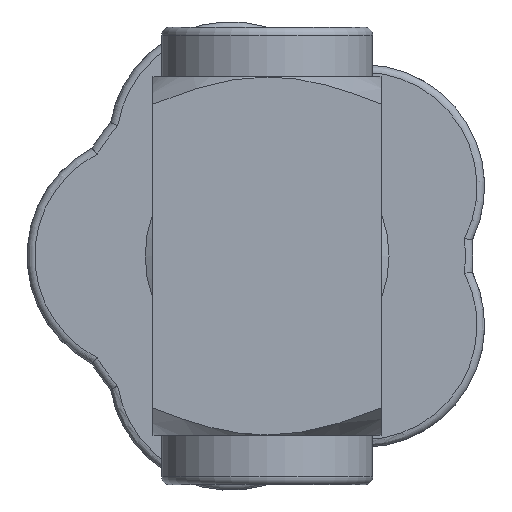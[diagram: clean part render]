
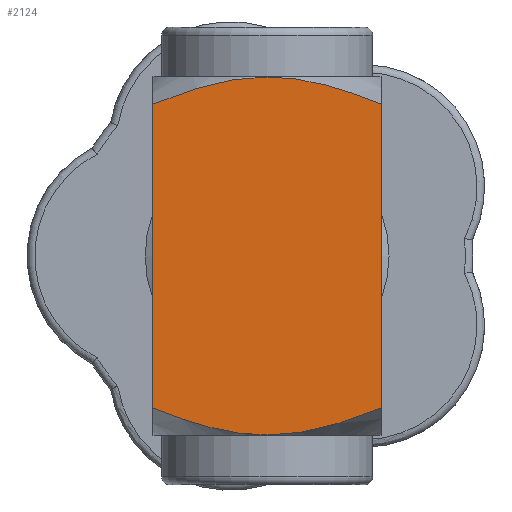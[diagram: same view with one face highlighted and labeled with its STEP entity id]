
A CAD part, front view. The second image highlights one B-rep face of the part: STEP entity #2124.
In plain terms, the highlighted planar face has unit normal (0, -1, 0).
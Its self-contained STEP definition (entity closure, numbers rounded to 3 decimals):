
#111=(
BOUNDED_CURVE()
B_SPLINE_CURVE(2,(#3674,#3675,#3676),.UNSPECIFIED.,.F.,.F.)
B_SPLINE_CURVE_WITH_KNOTS((3,3),(0.026,1.584),
 .UNSPECIFIED.)
CURVE()
GEOMETRIC_REPRESENTATION_ITEM()
RATIONAL_B_SPLINE_CURVE((1.003,1.1,1.))
REPRESENTATION_ITEM('')
);
#114=(
BOUNDED_CURVE()
B_SPLINE_CURVE(2,(#3688,#3689,#3690),.UNSPECIFIED.,.F.,.F.)
B_SPLINE_CURVE_WITH_KNOTS((3,3),(1.584,3.143),
 .UNSPECIFIED.)
CURVE()
GEOMETRIC_REPRESENTATION_ITEM()
RATIONAL_B_SPLINE_CURVE((1.,1.1,1.003))
REPRESENTATION_ITEM('')
);
#119=(
BOUNDED_CURVE()
B_SPLINE_CURVE(2,(#3715,#3716,#3717),.UNSPECIFIED.,.F.,.F.)
B_SPLINE_CURVE_WITH_KNOTS((3,3),(0.026,1.584),
 .UNSPECIFIED.)
CURVE()
GEOMETRIC_REPRESENTATION_ITEM()
RATIONAL_B_SPLINE_CURVE((1.003,1.1,1.))
REPRESENTATION_ITEM('')
);
#122=(
BOUNDED_CURVE()
B_SPLINE_CURVE(2,(#3729,#3730,#3731),.UNSPECIFIED.,.F.,.F.)
B_SPLINE_CURVE_WITH_KNOTS((3,3),(1.584,3.143),
 .UNSPECIFIED.)
CURVE()
GEOMETRIC_REPRESENTATION_ITEM()
RATIONAL_B_SPLINE_CURVE((1.,1.1,1.003))
REPRESENTATION_ITEM('')
);
#231=PLANE('',#2465);
#293=LINE('',#3757,#376);
#294=LINE('',#3759,#377);
#376=VECTOR('',#2951,39.826);
#377=VECTOR('',#2954,39.826);
#518=FACE_OUTER_BOUND('',#665,.T.);
#665=EDGE_LOOP('',(#1750,#1751,#1752,#1753,#1754,#1755));
#969=VERTEX_POINT('',#3672);
#970=VERTEX_POINT('',#3673);
#972=VERTEX_POINT('',#3683);
#977=VERTEX_POINT('',#3713);
#978=VERTEX_POINT('',#3714);
#980=VERTEX_POINT('',#3724);
#1225=EDGE_CURVE('',#969,#970,#111,.T.);
#1229=EDGE_CURVE('',#970,#972,#114,.T.);
#1237=EDGE_CURVE('',#977,#978,#119,.T.);
#1241=EDGE_CURVE('',#978,#980,#122,.T.);
#1251=EDGE_CURVE('',#972,#977,#293,.T.);
#1252=EDGE_CURVE('',#969,#980,#294,.T.);
#1750=ORIENTED_EDGE('',*,*,#1229,.T.);
#1751=ORIENTED_EDGE('',*,*,#1251,.T.);
#1752=ORIENTED_EDGE('',*,*,#1237,.T.);
#1753=ORIENTED_EDGE('',*,*,#1241,.T.);
#1754=ORIENTED_EDGE('',*,*,#1252,.F.);
#1755=ORIENTED_EDGE('',*,*,#1225,.T.);
#2124=ADVANCED_FACE('',(#518),#231,.T.);
#2465=AXIS2_PLACEMENT_3D('',#3760,#2955,#2956);
#2951=DIRECTION('',(0.,0.,-1.));
#2954=DIRECTION('',(0.,0.,-1.));
#2955=DIRECTION('center_axis',(0.,-1.,0.));
#2956=DIRECTION('ref_axis',(0.,0.,-1.));
#3672=CARTESIAN_POINT('',(15.,-15.,19.913));
#3673=CARTESIAN_POINT('',(0.,-15.,23.5));
#3674=CARTESIAN_POINT('Ctrl Pts',(15.,-15.,19.913));
#3675=CARTESIAN_POINT('Ctrl Pts',(6.213,-15.,23.5));
#3676=CARTESIAN_POINT('Ctrl Pts',(0.,-15.,23.5));
#3683=CARTESIAN_POINT('',(-15.,-15.,19.913));
#3688=CARTESIAN_POINT('Ctrl Pts',(0.,-15.,23.5));
#3689=CARTESIAN_POINT('Ctrl Pts',(-6.213,-15.,23.5));
#3690=CARTESIAN_POINT('Ctrl Pts',(-15.,-15.,19.913));
#3713=CARTESIAN_POINT('',(-15.,-15.,-19.913));
#3714=CARTESIAN_POINT('',(0.,-15.,-23.5));
#3715=CARTESIAN_POINT('Ctrl Pts',(-15.,-15.,-19.913));
#3716=CARTESIAN_POINT('Ctrl Pts',(-6.213,-15.,-23.5));
#3717=CARTESIAN_POINT('Ctrl Pts',(0.,-15.,-23.5));
#3724=CARTESIAN_POINT('',(15.,-15.,-19.913));
#3729=CARTESIAN_POINT('Ctrl Pts',(0.,-15.,-23.5));
#3730=CARTESIAN_POINT('Ctrl Pts',(6.213,-15.,-23.5));
#3731=CARTESIAN_POINT('Ctrl Pts',(15.,-15.,-19.913));
#3757=CARTESIAN_POINT('',(-15.,-15.,19.913));
#3759=CARTESIAN_POINT('',(15.,-15.,19.913));
#3760=CARTESIAN_POINT('Origin',(15.,-15.,0.));
